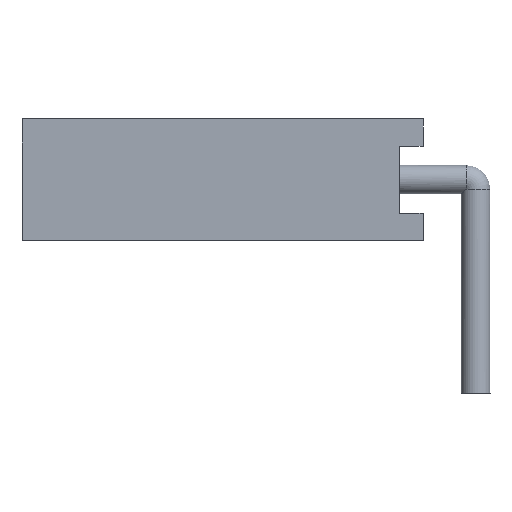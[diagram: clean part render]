
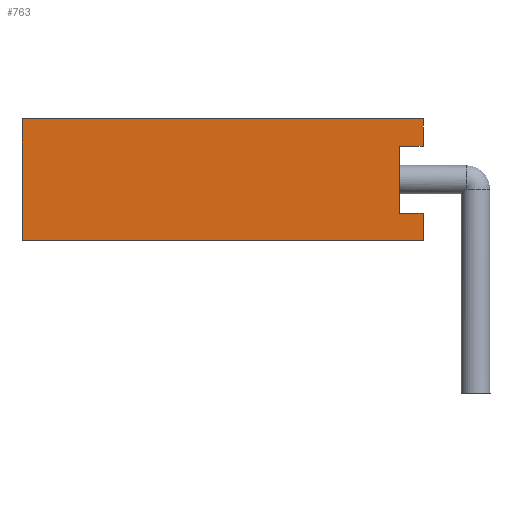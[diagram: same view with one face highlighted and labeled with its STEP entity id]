
A CAD part, left-side view. The second image highlights one B-rep face of the part: STEP entity #763.
In plain terms, the highlighted planar face has unit normal (-1, 0, 0).
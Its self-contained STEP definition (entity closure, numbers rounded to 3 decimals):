
#763=ADVANCED_FACE('',(#1320),#1322,.T.);
#1320=FACE_BOUND('',#1321,.T.);
#1321=EDGE_LOOP('',(#1747,#1748,#1749,#1750,#1751,#1752,#1753,#1754));
#1322=PLANE('',#1323);
#1323=AXIS2_PLACEMENT_3D('',#1324,#1325,#1326);
#1324=CARTESIAN_POINT('',(-1.27,1.27,0.));
#1325=DIRECTION('',(-1.,0.,0.));
#1326=DIRECTION('',(0.,-1.,0.));
#1747=ORIENTED_EDGE('',*,*,#1966,.T.);
#1748=ORIENTED_EDGE('',*,*,#1967,.T.);
#1749=ORIENTED_EDGE('',*,*,#1968,.T.);
#1750=ORIENTED_EDGE('',*,*,#1969,.T.);
#1751=ORIENTED_EDGE('',*,*,#1970,.T.);
#1752=ORIENTED_EDGE('',*,*,#1955,.F.);
#1753=ORIENTED_EDGE('',*,*,#1965,.F.);
#1754=ORIENTED_EDGE('',*,*,#1971,.T.);
#1955=EDGE_CURVE('',#2257,#2259,#2260,.T.);
#1965=EDGE_CURVE('',#2275,#2257,#2277,.T.);
#1966=EDGE_CURVE('',#2278,#2279,#2280,.F.);
#1967=EDGE_CURVE('',#2279,#2281,#2282,.T.);
#1968=EDGE_CURVE('',#2281,#2283,#2284,.F.);
#1969=EDGE_CURVE('',#2283,#2285,#2286,.T.);
#1970=EDGE_CURVE('',#2285,#2259,#2287,.T.);
#1971=EDGE_CURVE('',#2275,#2278,#2288,.T.);
#2257=VERTEX_POINT('',#2956);
#2259=VERTEX_POINT('',#2960);
#2260=LINE('',#2961,#2962);
#2275=VERTEX_POINT('',#2994);
#2277=LINE('',#2998,#2999);
#2278=VERTEX_POINT('',#3001);
#2279=VERTEX_POINT('',#3002);
#2280=LINE('',#3003,#3004);
#2281=VERTEX_POINT('',#3006);
#2282=LINE('',#3007,#3008);
#2283=VERTEX_POINT('',#3010);
#2284=LINE('',#3011,#3012);
#2285=VERTEX_POINT('',#3014);
#2286=LINE('',#3015,#3016);
#2287=LINE('',#3018,#3019);
#2288=LINE('',#3021,#3022);
#2956=CARTESIAN_POINT('',(-1.27,1.27,8.4));
#2960=CARTESIAN_POINT('',(-1.27,-1.27,8.4));
#2961=CARTESIAN_POINT('',(-1.27,1.27,8.4));
#2962=VECTOR('',#2963,1.);
#2963=DIRECTION('',(0.,-1.,0.));
#2994=CARTESIAN_POINT('',(-1.27,1.27,0.));
#2998=CARTESIAN_POINT('',(-1.27,1.27,0.));
#2999=VECTOR('',#3000,1.);
#3000=DIRECTION('',(0.,0.,1.));
#3001=CARTESIAN_POINT('',(-1.27,0.7,0.));
#3002=CARTESIAN_POINT('',(-1.27,0.7,0.5));
#3003=CARTESIAN_POINT('',(-1.27,0.7,0.5));
#3004=VECTOR('',#3005,1.);
#3005=DIRECTION('',(0.,0.,-1.));
#3006=CARTESIAN_POINT('',(-1.27,-0.7,0.5));
#3007=CARTESIAN_POINT('',(-1.27,0.7,0.5));
#3008=VECTOR('',#3009,1.);
#3009=DIRECTION('',(0.,-1.,0.));
#3010=CARTESIAN_POINT('',(-1.27,-0.7,0.));
#3011=CARTESIAN_POINT('',(-1.27,-0.7,0.));
#3012=VECTOR('',#3013,1.);
#3013=DIRECTION('',(0.,0.,1.));
#3014=CARTESIAN_POINT('',(-1.27,-1.27,0.));
#3015=CARTESIAN_POINT('',(-1.27,-0.7,0.));
#3016=VECTOR('',#3017,1.);
#3017=DIRECTION('',(0.,-1.,0.));
#3018=CARTESIAN_POINT('',(-1.27,-1.27,0.));
#3019=VECTOR('',#3020,1.);
#3020=DIRECTION('',(0.,0.,1.));
#3021=CARTESIAN_POINT('',(-1.27,1.27,0.));
#3022=VECTOR('',#3023,1.);
#3023=DIRECTION('',(0.,-1.,0.));
